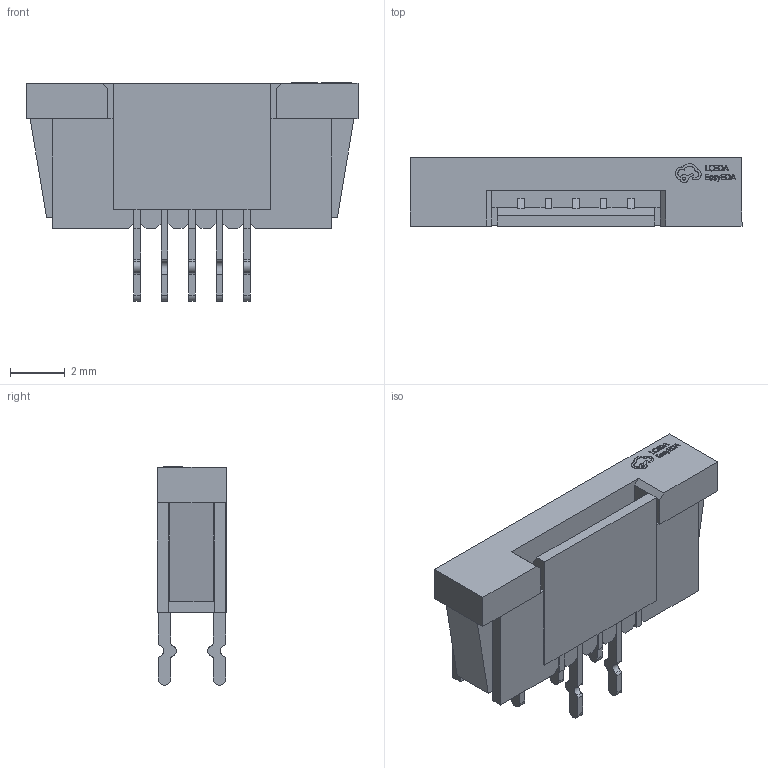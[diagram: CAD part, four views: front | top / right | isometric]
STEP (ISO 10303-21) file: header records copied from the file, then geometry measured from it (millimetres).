
FILE_DESCRIPTION (( 'STEP AP214' ), '1' );
FILE_NAME ('FPC-TH_5P-P1.00_HDGC_1.0K-H-5P.STEP', '2023-03-05T05:23:01', ( '' ), ( '' ), 'SwSTEP 2.0', 'SolidWorks 2020', '' );
FILE_SCHEMA (( 'AUTOMOTIVE_DESIGN' ));
Length unit declared in the file: millimetre
Products named in the file (1): FPC-TH_5P-P1.00_HDGC_1.0K-H-5P
Bounding box: 12.1 x 2.52 x 7.96 mm (x, y, z)
Volume: 130.7 mm3; surface area: 336.2 mm2
Topology: 1 solids, 1 shells, 413 faces, 1162 edges, 770 vertices
Faces by surface type: plane 275, bspline 98, cylinder 40
Entity records: 18305 total; most frequent: CARTESIAN_POINT 3688, ORIENTED_EDGE 2324, DIRECTION 1662, EDGE_CURVE 1162, VECTOR 870, LINE 870, VERTEX_POINT 770, EDGE_LOOP 432
